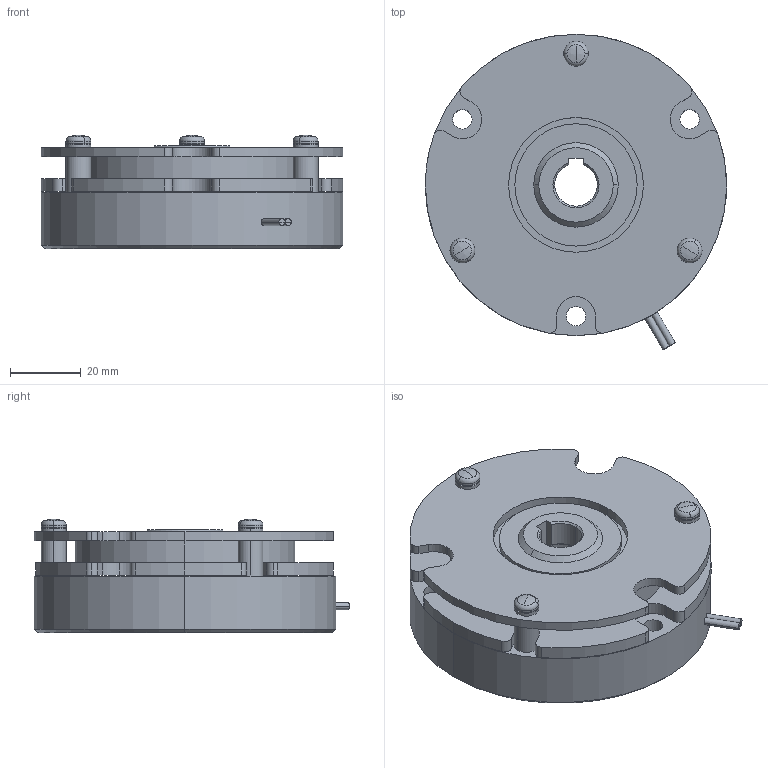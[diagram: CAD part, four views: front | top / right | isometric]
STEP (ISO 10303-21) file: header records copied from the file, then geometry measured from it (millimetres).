
FILE_DESCRIPTION (( 'STEP AP203' ), '1' );
FILE_NAME ('SNB 0.2G-N_23771500_乾式無励磁作動ブレーキ組立.STEP', '2016-03-29T02:32:31', ( ' ' ), ( '' ), 'SwSTEP 2.0', 'SolidWorks 2009', '' );
FILE_SCHEMA (( 'CONFIG_CONTROL_DESIGN' ));
Length unit declared in the file: millimetre
Products named in the file (1): SNB 0.2G-N_23771500_乾式無励磁作動ブレーキ組立
Bounding box: 85 x 88.97 x 32 mm (x, y, z)
Volume: 132804.4 mm3; surface area: 37363.9 mm2
Topology: 3 solids, 3 shells, 172 faces, 436 edges, 279 vertices
Faces by surface type: cylinder 99, plane 37, torus 20, cone 10, sphere 6
Entity records: 5351 total; most frequent: DIRECTION 1024, CARTESIAN_POINT 892, ORIENTED_EDGE 856, EDGE_CURVE 428, AXIS2_PLACEMENT_3D 427, VERTEX_POINT 279, CIRCLE 254, EDGE_LOOP 209
